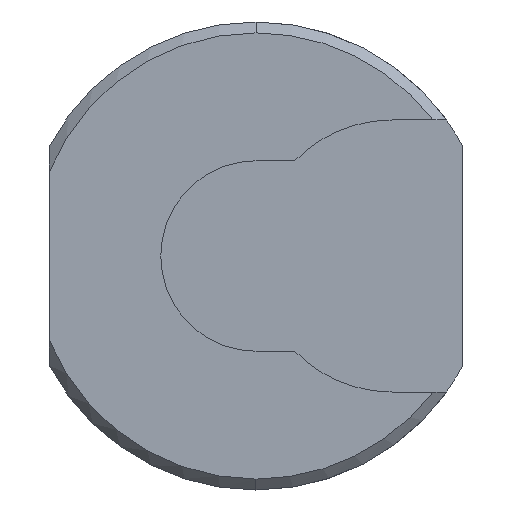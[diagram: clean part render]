
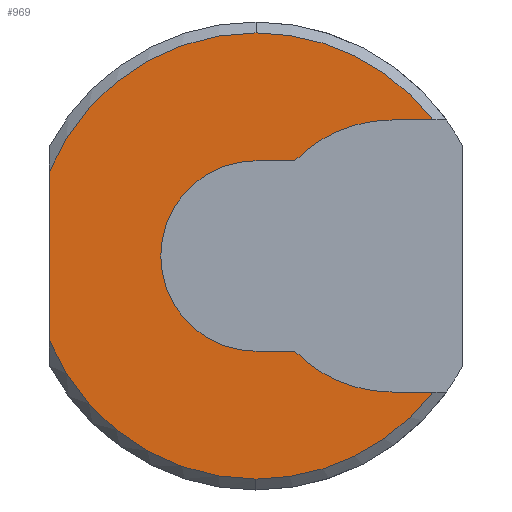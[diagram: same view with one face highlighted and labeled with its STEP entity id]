
A CAD part, left-side view. The second image highlights one B-rep face of the part: STEP entity #969.
In plain terms, the highlighted planar face has unit normal (-1, 0, 0).
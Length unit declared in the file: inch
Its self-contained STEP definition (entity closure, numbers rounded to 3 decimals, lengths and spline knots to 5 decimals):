
#534=CARTESIAN_POINT('',(4.44416,4.11722,1.28125));
#535=VERTEX_POINT('',#534);
#542=CARTESIAN_POINT('',(4.44416,3.10172,0.78125));
#543=VERTEX_POINT('',#542);
#544=CARTESIAN_POINT('',(4.44416,4.11722,0.));
#545=DIRECTION('',(1.0,0.0,0.0));
#546=DIRECTION('',(0.0,0.0,1.0));
#547=AXIS2_PLACEMENT_3D('',#544,#545,#546);
#548=CIRCLE('',#547,1.28125);
#549=EDGE_CURVE('',#535,#543,#548,.T.);
#575=CARTESIAN_POINT('',(4.44416,4.11722,-1.28125));
#576=VERTEX_POINT('',#575);
#592=CARTESIAN_POINT('',(4.44416,3.10172,-0.78125));
#593=VERTEX_POINT('',#592);
#607=CARTESIAN_POINT('',(4.44416,4.11722,0.));
#608=DIRECTION('',(1.0,0.0,0.0));
#609=DIRECTION('',(0.0,0.0,1.0));
#610=AXIS2_PLACEMENT_3D('',#607,#608,#609);
#611=CIRCLE('',#610,1.28125);
#612=EDGE_CURVE('',#593,#576,#611,.T.);
#713=CARTESIAN_POINT('',(4.44416,3.66011,0.71084));
#714=VERTEX_POINT('',#713);
#723=CARTESIAN_POINT('',(4.44416,3.8939,0.54687));
#724=VERTEX_POINT('',#723);
#725=CARTESIAN_POINT('',(4.44416,3.33597,0.));
#726=DIRECTION('',(1.,0.,0.));
#727=DIRECTION('',(0.,0.415,0.91));
#728=AXIS2_PLACEMENT_3D('',#725,#726,#727);
#729=CIRCLE('',#728,0.78125);
#730=EDGE_CURVE('',#724,#714,#729,.T.);
#755=CARTESIAN_POINT('',(4.44416,3.66011,-0.71084));
#756=VERTEX_POINT('',#755);
#765=CARTESIAN_POINT('',(4.44416,3.33597,-0.78125));
#766=VERTEX_POINT('',#765);
#767=CARTESIAN_POINT('',(4.44416,3.33597,0.));
#768=DIRECTION('',(1.0,0.,0.));
#769=DIRECTION('',(0.,0.415,-0.91));
#770=AXIS2_PLACEMENT_3D('',#767,#768,#769);
#771=CIRCLE('',#770,0.78125);
#772=EDGE_CURVE('',#766,#756,#771,.T.);
#797=CARTESIAN_POINT('',(4.44416,4.6641,0.));
#798=VERTEX_POINT('',#797);
#807=CARTESIAN_POINT('',(4.44416,4.11722,-0.54688));
#808=VERTEX_POINT('',#807);
#809=CARTESIAN_POINT('',(4.44416,4.11722,0.));
#810=DIRECTION('',(1.0,0.0,0.0));
#811=DIRECTION('',(0.0,1.0,0.0));
#812=AXIS2_PLACEMENT_3D('',#809,#810,#811);
#813=CIRCLE('',#812,0.54688);
#814=EDGE_CURVE('',#808,#798,#813,.T.);
#839=CARTESIAN_POINT('',(4.44416,4.11722,0.54687));
#840=VERTEX_POINT('',#839);
#841=CARTESIAN_POINT('',(4.44416,4.11722,0.54687));
#842=DIRECTION('',(0.0,-1.0,0.0));
#843=VECTOR('',#842,0.22333);
#844=LINE('',#841,#843);
#845=EDGE_CURVE('',#840,#724,#844,.T.);
#870=CARTESIAN_POINT('',(4.44416,3.8939,-0.54687));
#871=VERTEX_POINT('',#870);
#872=CARTESIAN_POINT('',(4.44416,3.8939,-0.54687));
#873=DIRECTION('',(0.0,1.0,0.0));
#874=VECTOR('',#873,0.22333);
#875=LINE('',#872,#874);
#876=EDGE_CURVE('',#871,#808,#875,.T.);
#896=CARTESIAN_POINT('',(4.44416,4.11722,0.64063));
#897=DIRECTION('',(-1.0,0.0,0.0));
#898=DIRECTION('',(0.0,1.0,0.0));
#899=AXIS2_PLACEMENT_3D('',#896,#897,#898);
#900=PLANE('',#899);
#901=ORIENTED_EDGE('',*,*,#845,.T.);
#902=ORIENTED_EDGE('',*,*,#730,.T.);
#903=CARTESIAN_POINT('',(4.44416,3.33597,0.78125));
#904=VERTEX_POINT('',#903);
#905=CARTESIAN_POINT('',(4.44416,3.33597,0.));
#906=DIRECTION('',(1.,0.,0.));
#907=DIRECTION('',(0.,0.415,0.91));
#908=AXIS2_PLACEMENT_3D('',#905,#906,#907);
#909=CIRCLE('',#908,0.78125);
#910=EDGE_CURVE('',#714,#904,#909,.T.);
#911=ORIENTED_EDGE('',*,*,#910,.T.);
#912=CARTESIAN_POINT('',(4.44416,3.33597,0.78125));
#913=DIRECTION('',(0.0,-1.0,0.0));
#914=VECTOR('',#913,0.23425);
#915=LINE('',#912,#914);
#916=EDGE_CURVE('',#904,#543,#915,.T.);
#917=ORIENTED_EDGE('',*,*,#916,.T.);
#918=ORIENTED_EDGE('',*,*,#549,.F.);
#919=CARTESIAN_POINT('',(4.44416,5.30472,0.48109));
#920=VERTEX_POINT('',#919);
#921=CARTESIAN_POINT('',(4.44416,4.11722,0.));
#922=DIRECTION('',(1.0,0.0,0.0));
#923=DIRECTION('',(0.0,0.0,1.0));
#924=AXIS2_PLACEMENT_3D('',#921,#922,#923);
#925=CIRCLE('',#924,1.28125);
#926=EDGE_CURVE('',#920,#535,#925,.T.);
#927=ORIENTED_EDGE('',*,*,#926,.F.);
#928=CARTESIAN_POINT('',(4.44416,5.30472,-0.48109));
#929=VERTEX_POINT('',#928);
#930=CARTESIAN_POINT('',(4.44416,5.30472,-0.48109));
#931=DIRECTION('',(0.0,0.0,1.0));
#932=VECTOR('',#931,0.96218);
#933=LINE('',#930,#932);
#934=EDGE_CURVE('',#929,#920,#933,.T.);
#935=ORIENTED_EDGE('',*,*,#934,.F.);
#936=CARTESIAN_POINT('',(4.44416,4.11722,0.));
#937=DIRECTION('',(1.0,0.0,0.0));
#938=DIRECTION('',(0.0,0.0,1.0));
#939=AXIS2_PLACEMENT_3D('',#936,#937,#938);
#940=CIRCLE('',#939,1.28125);
#941=EDGE_CURVE('',#576,#929,#940,.T.);
#942=ORIENTED_EDGE('',*,*,#941,.F.);
#943=ORIENTED_EDGE('',*,*,#612,.F.);
#944=CARTESIAN_POINT('',(4.44416,3.10172,-0.78125));
#945=DIRECTION('',(0.0,1.0,0.0));
#946=VECTOR('',#945,0.23425);
#947=LINE('',#944,#946);
#948=EDGE_CURVE('',#593,#766,#947,.T.);
#949=ORIENTED_EDGE('',*,*,#948,.T.);
#950=ORIENTED_EDGE('',*,*,#772,.T.);
#951=CARTESIAN_POINT('',(4.44416,3.33597,0.));
#952=DIRECTION('',(1.0,0.,0.));
#953=DIRECTION('',(0.,0.415,-0.91));
#954=AXIS2_PLACEMENT_3D('',#951,#952,#953);
#955=CIRCLE('',#954,0.78125);
#956=EDGE_CURVE('',#756,#871,#955,.T.);
#957=ORIENTED_EDGE('',*,*,#956,.T.);
#958=ORIENTED_EDGE('',*,*,#876,.T.);
#959=ORIENTED_EDGE('',*,*,#814,.T.);
#960=CARTESIAN_POINT('',(4.44416,4.11722,0.));
#961=DIRECTION('',(1.0,0.0,0.0));
#962=DIRECTION('',(0.0,1.0,0.0));
#963=AXIS2_PLACEMENT_3D('',#960,#961,#962);
#964=CIRCLE('',#963,0.54688);
#965=EDGE_CURVE('',#798,#840,#964,.T.);
#966=ORIENTED_EDGE('',*,*,#965,.T.);
#967=EDGE_LOOP('',(#901,#902,#911,#917,#918,#927,#935,#942,#943,#949,#950,#957,#958,#959,#966));
#968=FACE_OUTER_BOUND('',#967,.T.);
#969=ADVANCED_FACE('',(#968),#900,.T.);
